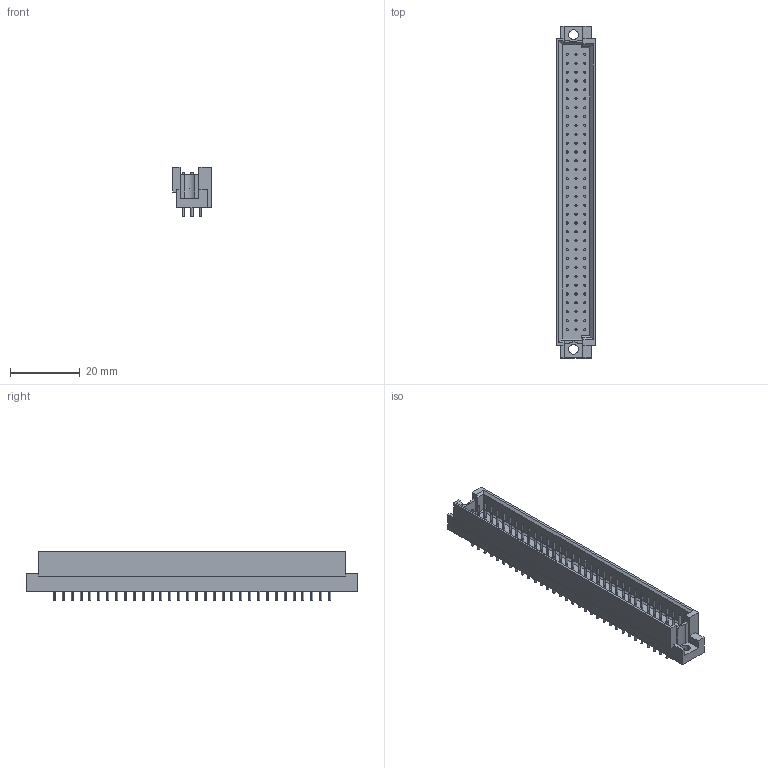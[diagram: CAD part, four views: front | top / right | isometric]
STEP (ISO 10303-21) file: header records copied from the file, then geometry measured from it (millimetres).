
FILE_DESCRIPTION((''),'2;1');
FILE_NAME('HARTING_09 79 196 6903.stp','2011-09-02T16:50:15',(''),(''),'Mechanical Desktop 2011','Mechanical Desktop 2011',', , ');
FILE_SCHEMA(('AUTOMOTIVE_DESIGN { 1 2 10303 214 1 1 1 1 }'));
Length unit declared in the file: millimetre
Products named in the file (1): Product
Bounding box: 11.1 x 95 x 14.1 mm (x, y, z)
Volume: 6462.8 mm3; surface area: 7864.9 mm2
Topology: 97 solids, 97 shells, 450 faces, 756 edges, 500 vertices
Faces by surface type: cylinder 194, plane 192, bspline 64
Entity records: 10500 total; most frequent: CARTESIAN_POINT 2103, DIRECTION 1754, ORIENTED_EDGE 1512, AXIS2_PLACEMENT_3D 779, EDGE_CURVE 756, VERTEX_POINT 500, EDGE_LOOP 454, FACE_OUTER_BOUND 450
